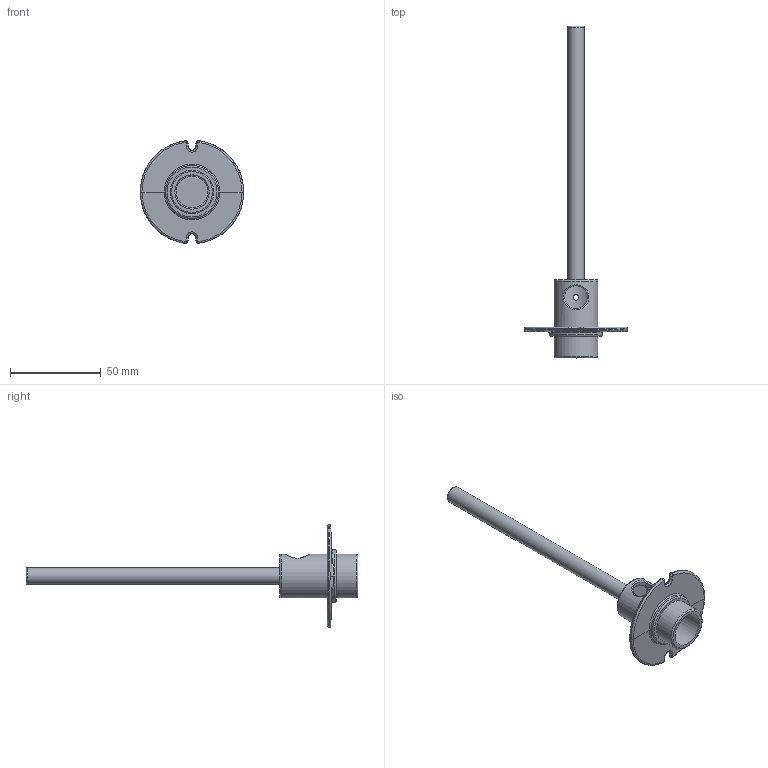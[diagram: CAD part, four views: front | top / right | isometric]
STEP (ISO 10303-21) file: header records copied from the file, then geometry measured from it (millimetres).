
FILE_DESCRIPTION(('STEP AP214'),'1');
FILE_NAME('flyer_vr4.stp','2016-12-03T16:16:35',('GAnson'),('None'),'Spatial InterOp 3D','Cimatron E 12.0',' ');
FILE_SCHEMA(('automotive_design'));
Length unit declared in the file: inch
Products named in the file (1): 1
Bounding box: 57.15 x 183.39 x 56.63 mm (x, y, z)
Volume: 22602 mm3; surface area: 14677.2 mm2
Topology: 1 solids, 1 shells, 62 faces, 139 edges, 81 vertices
Faces by surface type: cylinder 23, bspline 14, torus 13, plane 12
Full cylindrical faces by diameter (mm): 3.175 x1, 9.322 x1, 12.7 x1, 19.05 x1, 24.13 x2, 29.21 x1
Entity records: 3724 total; most frequent: CARTESIAN_POINT 1294, DIRECTION 290, ORIENTED_EDGE 242, STYLED_ITEM 185, PRESENTATION_STYLE_ASSIGNMENT 185, COLOUR_RGB 185, AXIS2_PLACEMENT_3D 130, CURVE_STYLE 122
